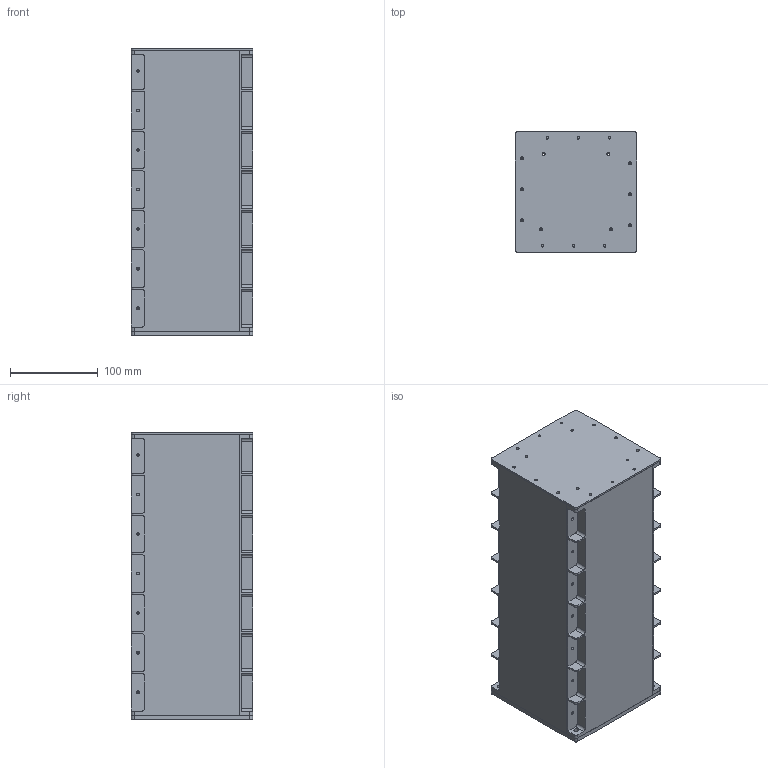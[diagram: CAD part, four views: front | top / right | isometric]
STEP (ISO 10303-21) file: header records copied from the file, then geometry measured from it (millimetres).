
FILE_DESCRIPTION(/* description */ (''),/* implementation_level */ '2;1');
FILE_NAME(/* name */ 'Structure 0.4 v2.step',/* time_stamp */ '2023-06-12T09:05:20+02:00',/* author */ (''),/* organization */ (''),/* preprocessor_version */ 'ST-DEVELOPER v19.2',/* originating_system */ 'Autodesk Translation Framework v12.6.0.85',/* authorisation */ '');
FILE_SCHEMA (('AUTOMOTIVE_DESIGN { 1 0 10303 214 3 1 1 }'));
Length unit declared in the file: millimetre
Products named in the file (4): Structure 0.4; top; bottom; side
Assembly tree (6 placements, depth 2):
  Structure 0.4
    side  x4
    top
    bottom
Bounding box: 138 x 138 x 326.8 mm (x, y, z)
Volume: 744712.8 mm3; surface area: 574079.9 mm2
Topology: 6 solids, 6 shells, 640 faces, 1656 edges, 1104 vertices
Faces by surface type: cylinder 320, plane 320
Full cylindrical faces by diameter (mm): 2.5 x56, 3.2 x56, 5.4 x8, 6 x12
Entity records: 7062 total; most frequent: DIRECTION 1262, CARTESIAN_POINT 1160, ORIENTED_EDGE 1116, EDGE_CURVE 558, AXIS2_PLACEMENT_3D 474, VERTEX_POINT 372, EDGE_LOOP 342, LINE 314
